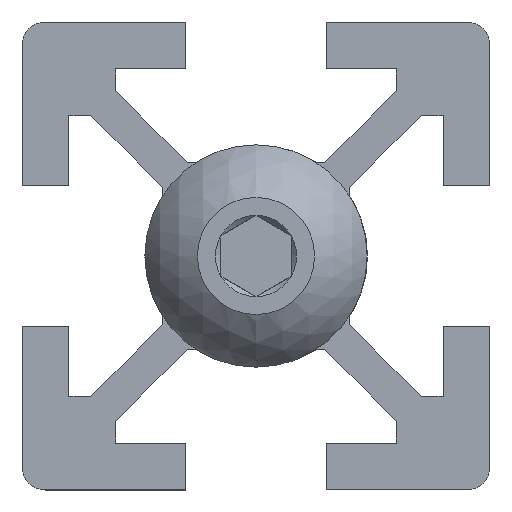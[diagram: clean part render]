
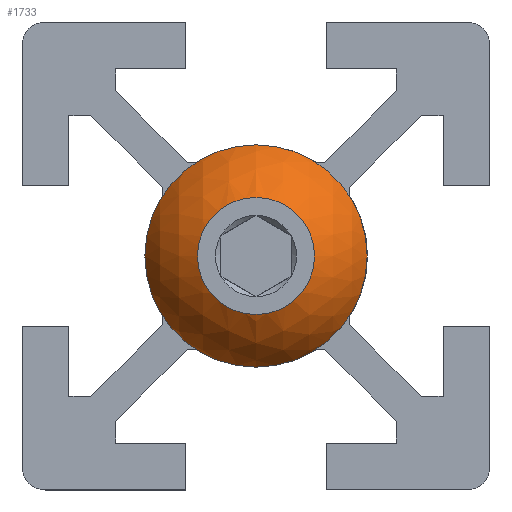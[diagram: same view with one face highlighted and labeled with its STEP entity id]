
A CAD part, left-side view. The second image highlights one B-rep face of the part: STEP entity #1733.
In plain terms, the highlighted spherical face has radius 5.287 mm.
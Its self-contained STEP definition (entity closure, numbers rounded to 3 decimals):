
#37=SPHERICAL_SURFACE('',#1886,5.287);
#40=FACE_BOUND('',#265,.T.);
#160=FACE_OUTER_BOUND('',#264,.T.);
#264=EDGE_LOOP('',(#1246));
#265=EDGE_LOOP('',(#1247));
#771=CIRCLE('',#1872,4.75);
#777=CIRCLE('',#1887,2.5);
#806=VERTEX_POINT('',#2518);
#815=VERTEX_POINT('',#2565);
#966=EDGE_CURVE('',#806,#806,#771,.T.);
#985=EDGE_CURVE('',#815,#815,#777,.T.);
#1246=ORIENTED_EDGE('',*,*,#966,.T.);
#1247=ORIENTED_EDGE('',*,*,#985,.F.);
#1733=ADVANCED_FACE('',(#160,#40),#37,.T.);
#1872=AXIS2_PLACEMENT_3D('',#2519,#2031,#2032);
#1886=AXIS2_PLACEMENT_3D('',#2564,#2067,#2068);
#1887=AXIS2_PLACEMENT_3D('',#2566,#2069,#2070);
#2031=DIRECTION('center_axis',(0.,0.,-1.));
#2032=DIRECTION('ref_axis',(-1.,0.,0.));
#2067=DIRECTION('center_axis',(-1.,0.,0.));
#2068=DIRECTION('ref_axis',(0.,-1.,0.));
#2069=DIRECTION('center_axis',(0.,0.,-1.));
#2070=DIRECTION('ref_axis',(-1.,0.,0.));
#2518=CARTESIAN_POINT('',(4.75,0.,2.338));
#2519=CARTESIAN_POINT('Origin',(0.,0.,2.338));
#2564=CARTESIAN_POINT('Origin',(0.,0.,4.658));
#2565=CARTESIAN_POINT('',(0.,-2.5,0.));
#2566=CARTESIAN_POINT('Origin',(0.,0.,0.));
